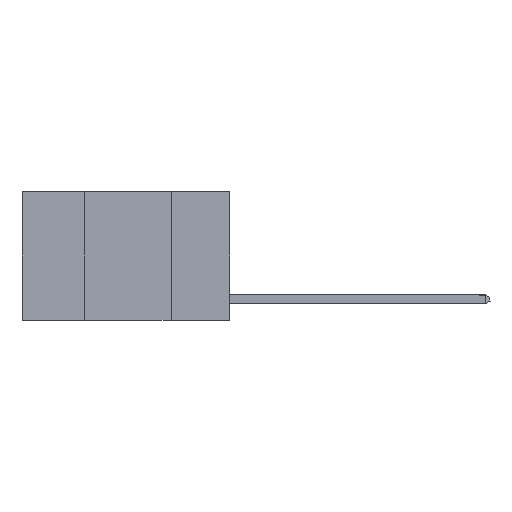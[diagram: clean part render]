
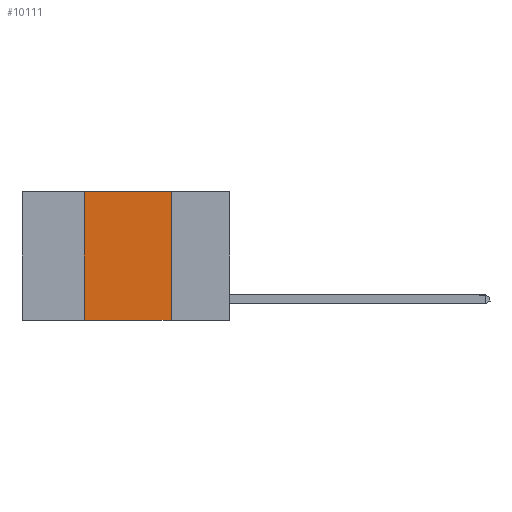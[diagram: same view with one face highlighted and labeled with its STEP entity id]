
A CAD part, left-side view. The second image highlights one B-rep face of the part: STEP entity #10111.
In plain terms, the highlighted planar face has unit normal (-1, 0, 0).
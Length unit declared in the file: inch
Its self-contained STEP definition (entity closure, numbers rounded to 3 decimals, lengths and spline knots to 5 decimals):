
#225 = FACE_OUTER_BOUND ( 'NONE', #1586, .T. ) ;
#1085 = EDGE_CURVE ( 'NONE', #18604, #21414, #10011, .T. ) ;
#1586 = EDGE_LOOP ( 'NONE', ( #21320, #10586, #10061, #19480 ) ) ;
#3122 = CARTESIAN_POINT ( 'NONE',  ( 0., 0.17, 0. ) ) ;
#3248 = CARTESIAN_POINT ( 'NONE',  ( 0., 0.6, 0. ) ) ;
#4322 = AXIS2_PLACEMENT_3D ( 'NONE', #10096, #21804, #11783 ) ;
#5043 = VECTOR ( 'NONE', #20956, 39.37008 ) ;
#5751 = CARTESIAN_POINT ( 'NONE',  ( 0., 0.17, -0.37 ) ) ;
#6319 = CARTESIAN_POINT ( 'NONE',  ( 0., 0.6, -0.37 ) ) ;
#6663 = DIRECTION ( 'NONE',  ( 0., -1., 0. ) ) ;
#9700 = VECTOR ( 'NONE', #6663, 39.37008 ) ;
#10011 = LINE ( 'NONE', #17311, #5043 ) ;
#10061 = ORIENTED_EDGE ( 'NONE', *, *, #14568, .F. ) ;
#10096 = CARTESIAN_POINT ( 'NONE',  ( 0., 0.6, 0. ) ) ;
#10111 = ADVANCED_FACE ( 'NONE', ( #225 ), #20115, .F. ) ;
#10219 = LINE ( 'NONE', #3248, #9700 ) ;
#10586 = ORIENTED_EDGE ( 'NONE', *, *, #19326, .F. ) ;
#11200 = CARTESIAN_POINT ( 'NONE',  ( 0., 0.42, 0. ) ) ;
#11356 = DIRECTION ( 'NONE',  ( 0., -1., 0. ) ) ;
#11783 = DIRECTION ( 'NONE',  ( 0., 0., -1. ) ) ;
#11922 = VERTEX_POINT ( 'NONE', #15844 ) ;
#12033 = VECTOR ( 'NONE', #11356, 39.37008 ) ;
#12765 = EDGE_CURVE ( 'NONE', #14356, #21414, #16468, .T. ) ;
#14356 = VERTEX_POINT ( 'NONE', #20284 ) ;
#14568 = EDGE_CURVE ( 'NONE', #14356, #11922, #21406, .T. ) ;
#15844 = CARTESIAN_POINT ( 'NONE',  ( 0., 0.42, 0. ) ) ;
#16468 = LINE ( 'NONE', #6319, #12033 ) ;
#17311 = CARTESIAN_POINT ( 'NONE',  ( 0., 0.17, 0. ) ) ;
#18604 = VERTEX_POINT ( 'NONE', #3122 ) ;
#19326 = EDGE_CURVE ( 'NONE', #11922, #18604, #10219, .T. ) ;
#19480 = ORIENTED_EDGE ( 'NONE', *, *, #12765, .T. ) ;
#20115 = PLANE ( 'NONE',  #4322 ) ;
#20284 = CARTESIAN_POINT ( 'NONE',  ( 0., 0.42, -0.37 ) ) ;
#20877 = VECTOR ( 'NONE', #21222, 39.37008 ) ;
#20956 = DIRECTION ( 'NONE',  ( 0., 0., -1. ) ) ;
#21222 = DIRECTION ( 'NONE',  ( 0., 0., 1. ) ) ;
#21320 = ORIENTED_EDGE ( 'NONE', *, *, #1085, .F. ) ;
#21406 = LINE ( 'NONE', #11200, #20877 ) ;
#21414 = VERTEX_POINT ( 'NONE', #5751 ) ;
#21804 = DIRECTION ( 'NONE',  ( 1., 0., 0. ) ) ;
